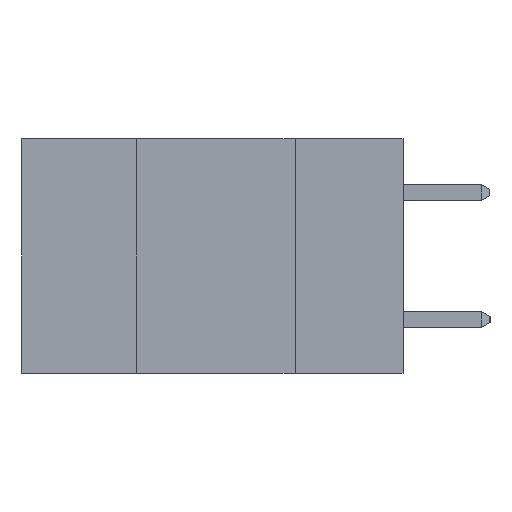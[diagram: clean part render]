
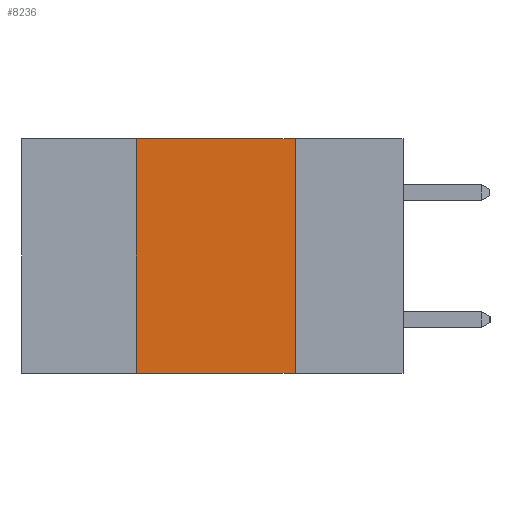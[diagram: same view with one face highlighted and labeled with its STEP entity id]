
A CAD part, left-side view. The second image highlights one B-rep face of the part: STEP entity #8236.
In plain terms, the highlighted planar face has unit normal (-1, 0, 0).
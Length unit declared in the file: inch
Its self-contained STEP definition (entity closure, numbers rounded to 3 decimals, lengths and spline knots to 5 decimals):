
#224 = DIRECTION ( 'NONE',  ( 0., 0., -1. ) ) ;
#255 = EDGE_CURVE ( 'NONE', #13428, #7364, #13549, .T. ) ;
#270 = CARTESIAN_POINT ( 'NONE',  ( 0., 0.17, 0. ) ) ;
#335 = ORIENTED_EDGE ( 'NONE', *, *, #6387, .T. ) ;
#366 = DIRECTION ( 'NONE',  ( 0., -1., 0. ) ) ;
#779 = ORIENTED_EDGE ( 'NONE', *, *, #255, .F. ) ;
#2132 = EDGE_CURVE ( 'NONE', #6132, #11835, #8464, .T. ) ;
#2469 = DIRECTION ( 'NONE',  ( 0., 0., 1. ) ) ;
#3380 = DIRECTION ( 'NONE',  ( 0., 0., -1. ) ) ;
#3477 = CARTESIAN_POINT ( 'NONE',  ( 0., 0.17, -0.37 ) ) ;
#4224 = VECTOR ( 'NONE', #5446, 39.37008 ) ;
#4400 = LINE ( 'NONE', #7169, #4224 ) ;
#4413 = CARTESIAN_POINT ( 'NONE',  ( 0., 0.6, 0. ) ) ;
#5446 = DIRECTION ( 'NONE',  ( 0., -1., 0. ) ) ;
#5558 = CARTESIAN_POINT ( 'NONE',  ( 0., 0.42, -0.37 ) ) ;
#5615 = CARTESIAN_POINT ( 'NONE',  ( 0., 0.17, 0. ) ) ;
#6132 = VERTEX_POINT ( 'NONE', #5558 ) ;
#6387 = EDGE_CURVE ( 'NONE', #6132, #7364, #9090, .T. ) ;
#7169 = CARTESIAN_POINT ( 'NONE',  ( 0., 0.6, 0. ) ) ;
#7364 = VERTEX_POINT ( 'NONE', #3477 ) ;
#7873 = ORIENTED_EDGE ( 'NONE', *, *, #10642, .F. ) ;
#8128 = VECTOR ( 'NONE', #2469, 39.37008 ) ;
#8236 = ADVANCED_FACE ( 'NONE', ( #10815 ), #11646, .F. ) ;
#8455 = DIRECTION ( 'NONE',  ( 1., 0., 0. ) ) ;
#8464 = LINE ( 'NONE', #10889, #8128 ) ;
#8889 = AXIS2_PLACEMENT_3D ( 'NONE', #4413, #8455, #3380 ) ;
#9090 = LINE ( 'NONE', #10981, #10711 ) ;
#9486 = ORIENTED_EDGE ( 'NONE', *, *, #2132, .F. ) ;
#9863 = CARTESIAN_POINT ( 'NONE',  ( 0., 0.42, 0. ) ) ;
#10642 = EDGE_CURVE ( 'NONE', #11835, #13428, #4400, .T. ) ;
#10711 = VECTOR ( 'NONE', #366, 39.37008 ) ;
#10770 = VECTOR ( 'NONE', #224, 39.37008 ) ;
#10815 = FACE_OUTER_BOUND ( 'NONE', #12171, .T. ) ;
#10889 = CARTESIAN_POINT ( 'NONE',  ( 0., 0.42, 0. ) ) ;
#10981 = CARTESIAN_POINT ( 'NONE',  ( 0., 0.6, -0.37 ) ) ;
#11646 = PLANE ( 'NONE',  #8889 ) ;
#11835 = VERTEX_POINT ( 'NONE', #9863 ) ;
#12171 = EDGE_LOOP ( 'NONE', ( #779, #7873, #9486, #335 ) ) ;
#13428 = VERTEX_POINT ( 'NONE', #5615 ) ;
#13549 = LINE ( 'NONE', #270, #10770 ) ;
